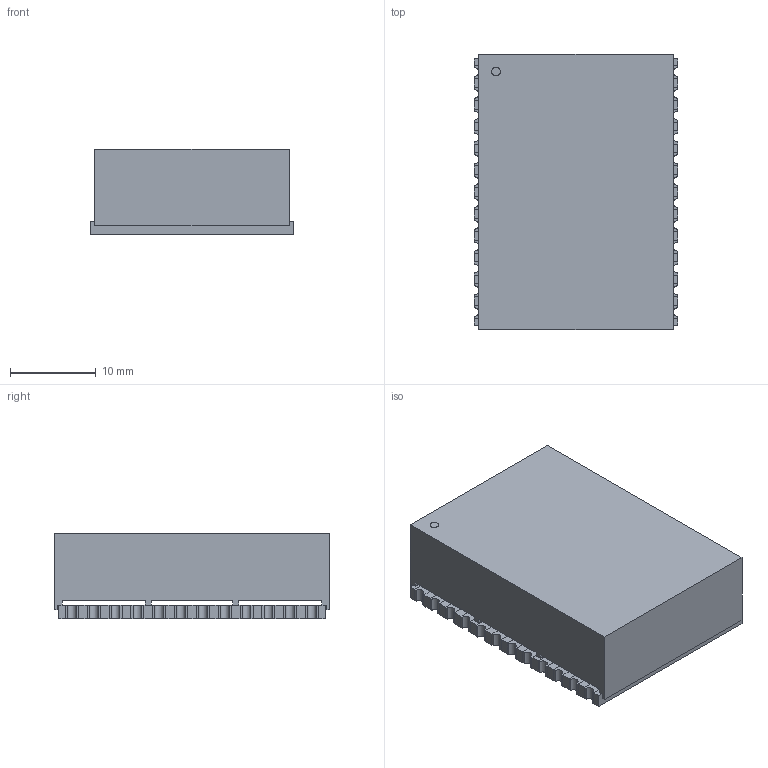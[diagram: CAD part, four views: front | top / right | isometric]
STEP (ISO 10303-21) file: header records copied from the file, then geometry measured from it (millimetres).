
FILE_DESCRIPTION(/* description */ (''),/* implementation_level */ '2;1');
FILE_NAME(/* name */ 'MINI-CIRCUITS_BL301-1.stp',/* time_stamp */ '2017-03-09T09:42:40+01:00',/* author */ ('jchouvet'),/* organization */ (''),/* preprocessor_version */ 'ST-DEVELOPER v16.1',/* originating_system */ 'AutoCAD Mechanical',/* authorisation */ '');
FILE_SCHEMA (('AUTOMOTIVE_DESIGN { 1 0 10303 214 3 1 1 }'));
Length unit declared in the file: millimetre
Products named in the file (1): Product
Bounding box: 23.62 x 32 x 9.91 mm (x, y, z)
Volume: 6852.7 mm3; surface area: 5656.9 mm2
Topology: 7 solids, 7 shells, 361 faces, 1038 edges, 692 vertices
Faces by surface type: plane 335, cylinder 26
Full cylindrical faces by diameter (mm): 1 x2
Entity records: 11647 total; most frequent: CARTESIAN_POINT 2090, ORIENTED_EDGE 2072, DIRECTION 1812, EDGE_CURVE 1036, LINE 984, VECTOR 984, VERTEX_POINT 692, AXIS2_PLACEMENT_3D 414
